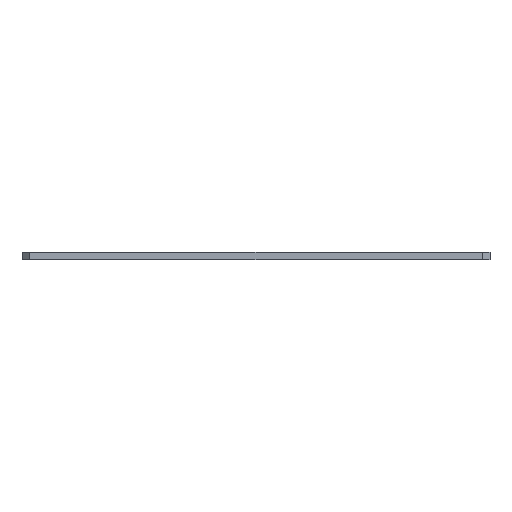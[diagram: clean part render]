
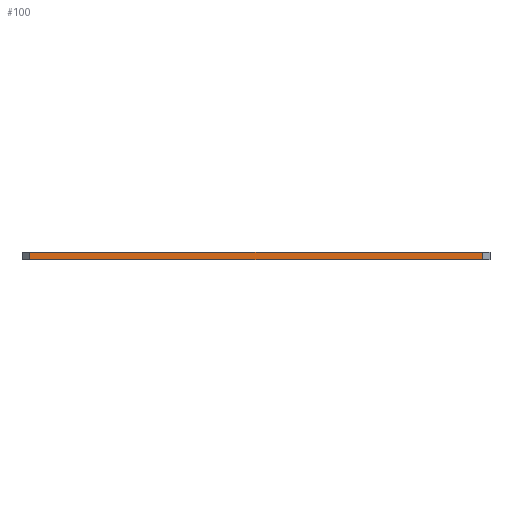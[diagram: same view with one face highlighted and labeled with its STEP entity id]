
A CAD part, front view. The second image highlights one B-rep face of the part: STEP entity #100.
In plain terms, the highlighted planar face has unit normal (0, -1, 0).
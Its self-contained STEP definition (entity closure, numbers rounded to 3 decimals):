
#1 = VERTEX_POINT ( 'NONE', #292 ) ;
#56 = VERTEX_POINT ( 'NONE', #610 ) ;
#75 = VECTOR ( 'NONE', #384, 1000. ) ;
#90 = LINE ( 'NONE', #630, #690 ) ;
#100 = ADVANCED_FACE ( 'NONE', ( #481 ), #422, .F. ) ;
#101 = AXIS2_PLACEMENT_3D ( 'NONE', #489, #606, #240 ) ;
#123 = CARTESIAN_POINT ( 'NONE',  ( 2., -120., 0. ) ) ;
#138 = VERTEX_POINT ( 'NONE', #123 ) ;
#204 = VERTEX_POINT ( 'NONE', #268 ) ;
#218 = CARTESIAN_POINT ( 'NONE',  ( 0., -120., -2. ) ) ;
#240 = DIRECTION ( 'NONE',  ( 0., 0., 1. ) ) ;
#253 = ORIENTED_EDGE ( 'NONE', *, *, #303, .T. ) ;
#264 = EDGE_CURVE ( 'NONE', #56, #1, #90, .T. ) ;
#268 = CARTESIAN_POINT ( 'NONE',  ( 2., -120., -2. ) ) ;
#292 = CARTESIAN_POINT ( 'NONE',  ( 118., -120., 0. ) ) ;
#303 = EDGE_CURVE ( 'NONE', #138, #204, #635, .T. ) ;
#384 = DIRECTION ( 'NONE',  ( 0., 0., -1. ) ) ;
#390 = EDGE_CURVE ( 'NONE', #1, #138, #465, .T. ) ;
#417 = CARTESIAN_POINT ( 'NONE',  ( 0., -120., 0. ) ) ;
#422 = PLANE ( 'NONE',  #101 ) ;
#426 = EDGE_CURVE ( 'NONE', #56, #204, #470, .T. ) ;
#439 = ORIENTED_EDGE ( 'NONE', *, *, #390, .T. ) ;
#465 = LINE ( 'NONE', #417, #777 ) ;
#468 = DIRECTION ( 'NONE',  ( -1., 0., 0. ) ) ;
#470 = LINE ( 'NONE', #218, #549 ) ;
#481 = FACE_OUTER_BOUND ( 'NONE', #519, .T. ) ;
#489 = CARTESIAN_POINT ( 'NONE',  ( 0., -120., -2. ) ) ;
#491 = ORIENTED_EDGE ( 'NONE', *, *, #426, .F. ) ;
#501 = CARTESIAN_POINT ( 'NONE',  ( 2., -120., -2. ) ) ;
#519 = EDGE_LOOP ( 'NONE', ( #491, #768, #439, #253 ) ) ;
#549 = VECTOR ( 'NONE', #468, 1000. ) ;
#606 = DIRECTION ( 'NONE',  ( 0., 1., 0. ) ) ;
#610 = CARTESIAN_POINT ( 'NONE',  ( 118., -120., -2. ) ) ;
#630 = CARTESIAN_POINT ( 'NONE',  ( 118., -120., -2. ) ) ;
#635 = LINE ( 'NONE', #501, #75 ) ;
#690 = VECTOR ( 'NONE', #734, 1000. ) ;
#696 = DIRECTION ( 'NONE',  ( -1., 0., 0. ) ) ;
#734 = DIRECTION ( 'NONE',  ( 0., 0., 1. ) ) ;
#768 = ORIENTED_EDGE ( 'NONE', *, *, #264, .T. ) ;
#777 = VECTOR ( 'NONE', #696, 1000. ) ;
